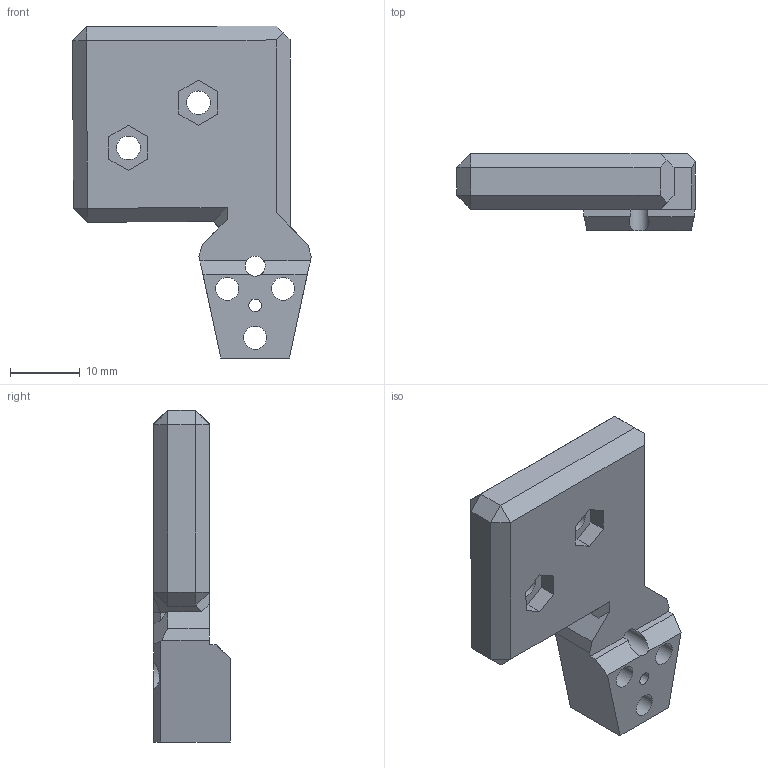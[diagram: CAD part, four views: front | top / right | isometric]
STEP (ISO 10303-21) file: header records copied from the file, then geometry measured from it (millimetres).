
FILE_DESCRIPTION(/* description */ (''),/* implementation_level */ '2;1');
FILE_NAME(/* name */ 'Carriage Cable Chain Mount.step',/* time_stamp */ '2020-11-24T12:37:44+01:00',/* author */ (''),/* organization */ (''),/* preprocessor_version */ 'ST-DEVELOPER v18.1',/* originating_system */ 'Autodesk Translation Framework v9.3.0.1241',/* authorisation */ '');
FILE_SCHEMA (('AUTOMOTIVE_DESIGN { 1 0 10303 214 3 1 1 }'));
Length unit declared in the file: millimetre
Products named in the file (1): Universal Cable Holder - unversal_cable_mount
Bounding box: 34.16 x 11 x 47.55 mm (x, y, z)
Volume: 8221.9 mm3; surface area: 4025.9 mm2
Topology: 1 solids, 1 shells, 69 faces, 181 edges, 116 vertices
Faces by surface type: plane 59, cylinder 10
Full cylindrical faces by diameter (mm): 1.8 x1, 2.9 x1, 3.3 x3, 3.4 x2, 5.6 x3
Entity records: 2159 total; most frequent: CARTESIAN_POINT 367, ORIENTED_EDGE 362, DIRECTION 349, EDGE_CURVE 181, LINE 153, VECTOR 153, VERTEX_POINT 116, AXIS2_PLACEMENT_3D 98
